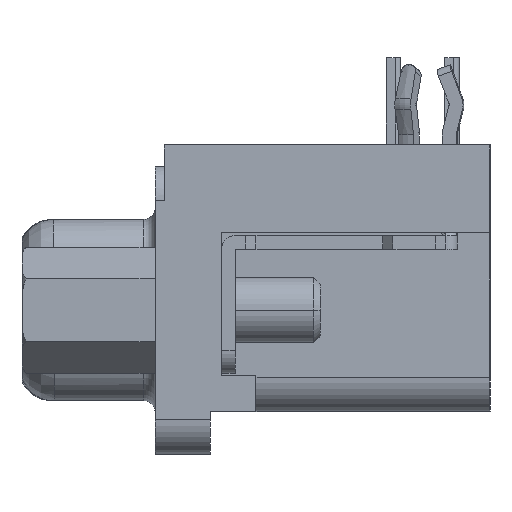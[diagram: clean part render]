
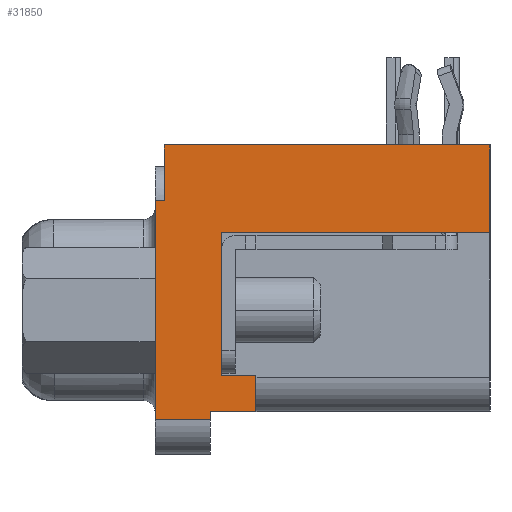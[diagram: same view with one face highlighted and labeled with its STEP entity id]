
A CAD part, left-side view. The second image highlights one B-rep face of the part: STEP entity #31850.
In plain terms, the highlighted planar face has unit normal (-1, 0, 0).
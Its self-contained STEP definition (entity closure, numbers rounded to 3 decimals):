
#2478=DIRECTION('',(0.,-1.,0.));
#2479=VECTOR('',#2478,11.7);
#2480=CARTESIAN_POINT('',(-26.52,-2.5,3.37));
#2481=LINE('',#2480,#2479);
#2563=DIRECTION('',(0.,1.,0.));
#2564=VECTOR('',#2563,0.4);
#2565=CARTESIAN_POINT('',(-26.52,0.,4.775));
#2566=LINE('',#2565,#2564);
#2584=DIRECTION('',(0.,0.,-1.));
#2585=VECTOR('',#2584,2.425);
#2586=CARTESIAN_POINT('',(-26.52,0.,7.2));
#2587=LINE('',#2586,#2585);
#2588=DIRECTION('',(0.,1.,0.));
#2589=VECTOR('',#2588,2.4);
#2590=CARTESIAN_POINT('',(-26.52,-2.,-4.779));
#2591=LINE('',#2590,#2589);
#2592=DIRECTION('',(0.,0.,1.));
#2593=VECTOR('',#2592,9.553);
#2594=CARTESIAN_POINT('',(-26.52,0.4,-4.778));
#2595=LINE('',#2594,#2593);
#2596=DIRECTION('',(0.,-1.,0.));
#2597=VECTOR('',#2596,14.2);
#2598=CARTESIAN_POINT('',(-26.52,0.,7.2));
#2599=LINE('',#2598,#2597);
#2600=DIRECTION('',(0.,0.,-1.));
#2601=VECTOR('',#2600,3.83);
#2602=CARTESIAN_POINT('',(-26.52,-14.2,7.2));
#2603=LINE('',#2602,#2601);
#2604=DIRECTION('',(0.,0.,-1.));
#2605=VECTOR('',#2604,6.2);
#2606=CARTESIAN_POINT('',(-26.52,-2.5,3.37));
#2607=LINE('',#2606,#2605);
#2608=DIRECTION('',(0.,-1.,0.));
#2609=VECTOR('',#2608,1.5);
#2610=CARTESIAN_POINT('',(-26.52,-2.5,-2.83));
#2611=LINE('',#2610,#2609);
#2612=DIRECTION('',(0.,1.,0.));
#2613=VECTOR('',#2612,2.);
#2614=CARTESIAN_POINT('',(-26.52,-4.,-4.43));
#2615=LINE('',#2614,#2613);
#2882=DIRECTION('',(0.,0.,1.));
#2883=VECTOR('',#2882,0.349);
#2884=CARTESIAN_POINT('',(-26.52,-2.,-4.779));
#2885=LINE('',#2884,#2883);
#2899=DIRECTION('',(0.,0.,1.));
#2900=VECTOR('',#2899,1.6);
#2901=CARTESIAN_POINT('',(-26.52,-4.,-4.43));
#2902=LINE('',#2901,#2900);
#23356=CARTESIAN_POINT('',(-26.52,0.,4.775));
#23358=VERTEX_POINT('',#23356);
#23362=CARTESIAN_POINT('',(-26.52,0.,7.2));
#23363=VERTEX_POINT('',#23362);
#24486=CARTESIAN_POINT('',(-26.52,-14.2,3.37));
#24487=VERTEX_POINT('',#24486);
#24488=CARTESIAN_POINT('',(-26.52,-14.2,7.2));
#24489=VERTEX_POINT('',#24488);
#24540=CARTESIAN_POINT('',(-26.52,0.4,4.775));
#24541=VERTEX_POINT('',#24540);
#24542=CARTESIAN_POINT('',(-26.52,-2.,-4.779));
#24543=CARTESIAN_POINT('',(-26.52,0.4,-4.778));
#24544=VERTEX_POINT('',#24542);
#24545=VERTEX_POINT('',#24543);
#24546=CARTESIAN_POINT('',(-26.52,-2.5,3.37));
#24547=VERTEX_POINT('',#24546);
#24548=CARTESIAN_POINT('',(-26.52,-2.5,-2.83));
#24549=VERTEX_POINT('',#24548);
#24550=CARTESIAN_POINT('',(-26.52,-4.,-2.83));
#24551=VERTEX_POINT('',#24550);
#24552=CARTESIAN_POINT('',(-26.52,-4.,-4.43));
#24553=VERTEX_POINT('',#24552);
#24554=CARTESIAN_POINT('',(-26.52,-2.,-4.43));
#24555=VERTEX_POINT('',#24554);
#31824=CARTESIAN_POINT('',(-26.52,0.,-6.28));
#31825=DIRECTION('',(-1.,0.,0.));
#31826=DIRECTION('',(0.,0.,1.));
#31827=AXIS2_PLACEMENT_3D('',#31824,#31825,#31826);
#31828=PLANE('',#31827);
#31830=ORIENTED_EDGE('',*,*,#31829,.T.);
#31832=ORIENTED_EDGE('',*,*,#31831,.T.);
#31833=ORIENTED_EDGE('',*,*,#31802,.F.);
#31834=ORIENTED_EDGE('',*,*,#31819,.F.);
#31835=ORIENTED_EDGE('',*,*,#31728,.T.);
#31836=ORIENTED_EDGE('',*,*,#31531,.T.);
#31837=ORIENTED_EDGE('',*,*,#31681,.F.);
#31839=ORIENTED_EDGE('',*,*,#31838,.T.);
#31841=ORIENTED_EDGE('',*,*,#31840,.T.);
#31843=ORIENTED_EDGE('',*,*,#31842,.F.);
#31845=ORIENTED_EDGE('',*,*,#31844,.T.);
#31847=ORIENTED_EDGE('',*,*,#31846,.F.);
#31848=EDGE_LOOP('',(#31830,#31832,#31833,#31834,#31835,#31836,#31837,#31839,
#31841,#31843,#31845,#31847));
#31849=FACE_OUTER_BOUND('',#31848,.F.);
#31850=ADVANCED_FACE('',(#31849),#31828,.T.);
#31531=EDGE_CURVE('',#24489,#24487,#2603,.T.);
#31681=EDGE_CURVE('',#24547,#24487,#2481,.T.);
#31728=EDGE_CURVE('',#23363,#24489,#2599,.T.);
#31802=EDGE_CURVE('',#23358,#24541,#2566,.T.);
#31819=EDGE_CURVE('',#23363,#23358,#2587,.T.);
#31829=EDGE_CURVE('',#24544,#24545,#2591,.T.);
#31831=EDGE_CURVE('',#24545,#24541,#2595,.T.);
#31838=EDGE_CURVE('',#24547,#24549,#2607,.T.);
#31840=EDGE_CURVE('',#24549,#24551,#2611,.T.);
#31842=EDGE_CURVE('',#24553,#24551,#2902,.T.);
#31844=EDGE_CURVE('',#24553,#24555,#2615,.T.);
#31846=EDGE_CURVE('',#24544,#24555,#2885,.T.);
